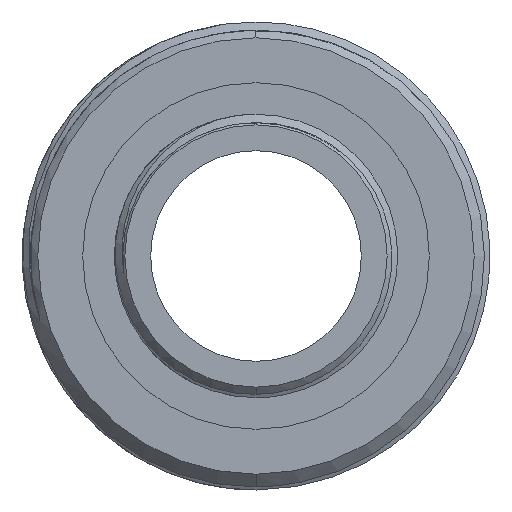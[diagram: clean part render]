
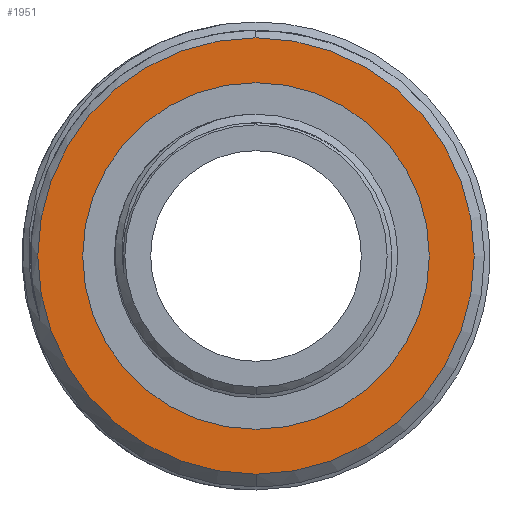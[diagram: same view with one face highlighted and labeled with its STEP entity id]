
A CAD part, left-side view. The second image highlights one B-rep face of the part: STEP entity #1951.
In plain terms, the highlighted planar face has unit normal (-1, 0, 0).
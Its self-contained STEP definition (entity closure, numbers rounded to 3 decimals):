
#18 = CARTESIAN_POINT ( 'NONE',  ( -5.047, 20.712, 0. ) ) ;
#68 = ORIENTED_EDGE ( 'NONE', *, *, #5276, .F. ) ;
#187 = DIRECTION ( 'NONE',  ( 0., 0., 1. ) ) ;
#320 = EDGE_CURVE ( 'NONE', #5110, #3309, #4708, .T. ) ;
#458 = ORIENTED_EDGE ( 'NONE', *, *, #320, .T. ) ;
#852 = VERTEX_POINT ( 'NONE', #1493 ) ;
#896 = ORIENTED_EDGE ( 'NONE', *, *, #3871, .F. ) ;
#1205 = DIRECTION ( 'NONE',  ( 0., 0., 1. ) ) ;
#1237 = FACE_BOUND ( 'NONE', #2383, .T. ) ;
#1493 = CARTESIAN_POINT ( 'NONE',  ( -5.047, 0., -16.45 ) ) ;
#1501 = EDGE_CURVE ( 'NONE', #3309, #5110, #5132, .T. ) ;
#1595 = CARTESIAN_POINT ( 'NONE',  ( -5.047, 0., 0. ) ) ;
#1951 = ADVANCED_FACE ( 'NONE', ( #1237, #5052 ), #4692, .F. ) ;
#1988 = DIRECTION ( 'NONE',  ( 0., 0., 1. ) ) ;
#2005 = AXIS2_PLACEMENT_3D ( 'NONE', #1595, #2098, #1988 ) ;
#2026 = CARTESIAN_POINT ( 'NONE',  ( -5.047, 0., 20.712 ) ) ;
#2067 = DIRECTION ( 'NONE',  ( 0., 0., -1. ) ) ;
#2098 = DIRECTION ( 'NONE',  ( -1., 0., 0. ) ) ;
#2235 = ORIENTED_EDGE ( 'NONE', *, *, #1501, .T. ) ;
#2383 = EDGE_LOOP ( 'NONE', ( #896, #68 ) ) ;
#3068 = CIRCLE ( 'NONE', #3505, 16.45 ) ;
#3143 = CARTESIAN_POINT ( 'NONE',  ( -5.047, 0., 0. ) ) ;
#3161 = CARTESIAN_POINT ( 'NONE',  ( -5.047, 0., 0. ) ) ;
#3251 = DIRECTION ( 'NONE',  ( -1., 0., 0. ) ) ;
#3305 = DIRECTION ( 'NONE',  ( 1., 0., 0. ) ) ;
#3309 = VERTEX_POINT ( 'NONE', #2026 ) ;
#3505 = AXIS2_PLACEMENT_3D ( 'NONE', #4497, #4088, #4890 ) ;
#3540 = AXIS2_PLACEMENT_3D ( 'NONE', #18, #3305, #2067 ) ;
#3592 = CARTESIAN_POINT ( 'NONE',  ( -5.047, 0., 16.45 ) ) ;
#3637 = AXIS2_PLACEMENT_3D ( 'NONE', #3143, #3251, #187 ) ;
#3811 = VERTEX_POINT ( 'NONE', #3592 ) ;
#3871 = EDGE_CURVE ( 'NONE', #3811, #852, #3068, .T. ) ;
#3979 = CARTESIAN_POINT ( 'NONE',  ( -5.047, 0., -20.712 ) ) ;
#4088 = DIRECTION ( 'NONE',  ( -1., 0., 0. ) ) ;
#4497 = CARTESIAN_POINT ( 'NONE',  ( -5.047, 0., 0. ) ) ;
#4553 = EDGE_LOOP ( 'NONE', ( #458, #2235 ) ) ;
#4692 = PLANE ( 'NONE',  #3540 ) ;
#4708 = CIRCLE ( 'NONE', #3637, 20.712 ) ;
#4853 = DIRECTION ( 'NONE',  ( -1., 0., 0. ) ) ;
#4890 = DIRECTION ( 'NONE',  ( 0., 0., 1. ) ) ;
#5016 = CIRCLE ( 'NONE', #2005, 16.45 ) ;
#5049 = AXIS2_PLACEMENT_3D ( 'NONE', #3161, #4853, #1205 ) ;
#5052 = FACE_OUTER_BOUND ( 'NONE', #4553, .T. ) ;
#5110 = VERTEX_POINT ( 'NONE', #3979 ) ;
#5132 = CIRCLE ( 'NONE', #5049, 20.712 ) ;
#5276 = EDGE_CURVE ( 'NONE', #852, #3811, #5016, .T. ) ;
